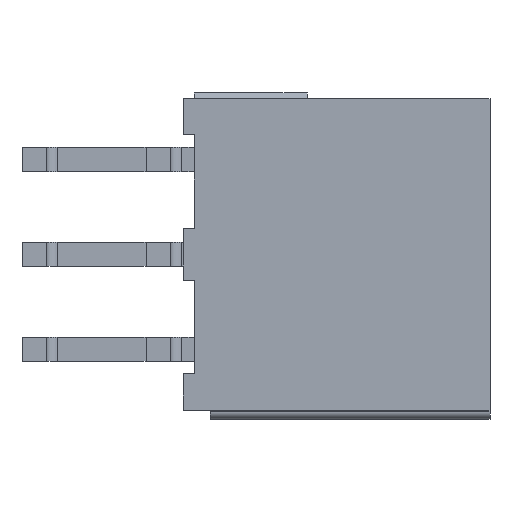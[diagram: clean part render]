
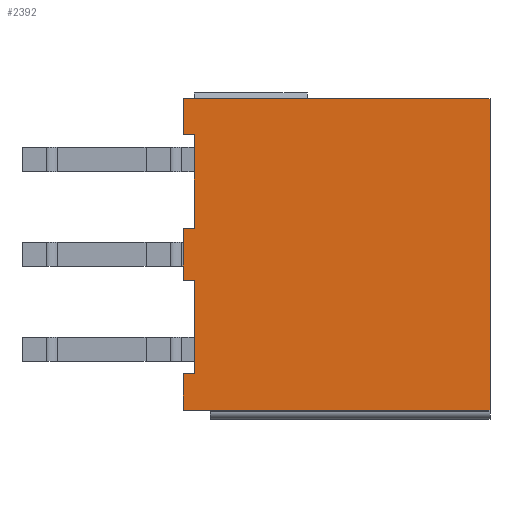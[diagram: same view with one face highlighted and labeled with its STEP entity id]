
A CAD part, front view. The second image highlights one B-rep face of the part: STEP entity #2392.
In plain terms, the highlighted planar face has unit normal (0, -1, 0).
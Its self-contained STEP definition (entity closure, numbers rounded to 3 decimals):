
#13=DIRECTION('',(0.,0.,-1.));
#14=VECTOR('',#13,2.3);
#15=CARTESIAN_POINT('',(-6.8,-4.8,1.15));
#16=LINE('',#15,#14);
#45=DIRECTION('',(0.,0.,-1.));
#46=VECTOR('',#45,1.6);
#47=CARTESIAN_POINT('',(-6.8,-4.8,6.9));
#48=LINE('',#47,#46);
#69=DIRECTION('',(0.,0.,-1.));
#70=VECTOR('',#69,1.6);
#71=CARTESIAN_POINT('',(-6.8,-4.8,-5.3));
#72=LINE('',#71,#70);
#105=DIRECTION('',(1.,0.,0.));
#106=VECTOR('',#105,0.5);
#107=CARTESIAN_POINT('',(-6.8,-4.8,5.3));
#108=LINE('',#107,#106);
#109=DIRECTION('',(1.,0.,0.));
#110=VECTOR('',#109,13.6);
#111=CARTESIAN_POINT('',(-6.8,-4.8,6.9));
#112=LINE('',#111,#110);
#113=DIRECTION('',(1.,0.,0.));
#114=VECTOR('',#113,0.5);
#115=CARTESIAN_POINT('',(-6.8,-4.8,-5.3));
#116=LINE('',#115,#114);
#117=DIRECTION('',(1.,0.,0.));
#118=VECTOR('',#117,0.5);
#119=CARTESIAN_POINT('',(-6.8,-4.8,-1.15));
#120=LINE('',#119,#118);
#121=DIRECTION('',(1.,0.,0.));
#122=VECTOR('',#121,0.5);
#123=CARTESIAN_POINT('',(-6.8,-4.8,1.15));
#124=LINE('',#123,#122);
#157=DIRECTION('',(0.,0.,-1.));
#158=VECTOR('',#157,4.15);
#159=CARTESIAN_POINT('',(-6.3,-4.8,5.3));
#160=LINE('',#159,#158);
#165=DIRECTION('',(0.,0.,-1.));
#166=VECTOR('',#165,4.15);
#167=CARTESIAN_POINT('',(-6.3,-4.8,-1.15));
#168=LINE('',#167,#166);
#546=DIRECTION('',(0.,0.,-1.));
#547=VECTOR('',#546,13.8);
#548=CARTESIAN_POINT('',(6.8,-4.8,6.9));
#549=LINE('',#548,#547);
#1618=DIRECTION('',(1.,0.,0.));
#1619=VECTOR('',#1618,13.6);
#1620=CARTESIAN_POINT('',(-6.8,-4.8,-6.9));
#1621=LINE('',#1620,#1619);
#1688=CARTESIAN_POINT('',(6.8,-4.8,6.9));
#1690=VERTEX_POINT('',#1688);
#1691=CARTESIAN_POINT('',(6.8,-4.8,-6.9));
#1692=VERTEX_POINT('',#1691);
#1693=CARTESIAN_POINT('',(-6.8,-4.8,-6.9));
#1694=VERTEX_POINT('',#1693);
#1701=CARTESIAN_POINT('',(-6.8,-4.8,6.9));
#1702=VERTEX_POINT('',#1701);
#1703=CARTESIAN_POINT('',(-6.8,-4.8,1.15));
#1705=VERTEX_POINT('',#1703);
#1713=CARTESIAN_POINT('',(-6.3,-4.8,1.15));
#1715=VERTEX_POINT('',#1713);
#1717=CARTESIAN_POINT('',(-6.8,-4.8,-1.15));
#1719=VERTEX_POINT('',#1717);
#1727=CARTESIAN_POINT('',(-6.3,-4.8,-1.15));
#1729=VERTEX_POINT('',#1727);
#2191=CARTESIAN_POINT('',(-6.8,-4.8,5.3));
#2193=VERTEX_POINT('',#2191);
#2199=CARTESIAN_POINT('',(-6.8,-4.8,-5.3));
#2201=VERTEX_POINT('',#2199);
#2207=CARTESIAN_POINT('',(-6.3,-4.8,5.3));
#2208=VERTEX_POINT('',#2207);
#2209=CARTESIAN_POINT('',(-6.3,-4.8,-5.3));
#2210=VERTEX_POINT('',#2209);
#2365=CARTESIAN_POINT('',(-6.8,-4.8,6.9));
#2366=DIRECTION('',(0.,-1.,0.));
#2367=DIRECTION('',(0.,0.,-1.));
#2368=AXIS2_PLACEMENT_3D('',#2365,#2366,#2367);
#2369=PLANE('',#2368);
#2371=ORIENTED_EDGE('',*,*,#2370,.F.);
#2372=ORIENTED_EDGE('',*,*,#2282,.F.);
#2374=ORIENTED_EDGE('',*,*,#2373,.T.);
#2376=ORIENTED_EDGE('',*,*,#2375,.T.);
#2378=ORIENTED_EDGE('',*,*,#2377,.F.);
#2379=ORIENTED_EDGE('',*,*,#2310,.F.);
#2381=ORIENTED_EDGE('',*,*,#2380,.T.);
#2383=ORIENTED_EDGE('',*,*,#2382,.F.);
#2384=ORIENTED_EDGE('',*,*,#2341,.F.);
#2385=ORIENTED_EDGE('',*,*,#2250,.F.);
#2387=ORIENTED_EDGE('',*,*,#2386,.T.);
#2389=ORIENTED_EDGE('',*,*,#2388,.F.);
#2390=EDGE_LOOP('',(#2371,#2372,#2374,#2376,#2378,#2379,#2381,#2383,#2384,#2385,
#2387,#2389));
#2391=FACE_OUTER_BOUND('',#2390,.F.);
#2392=ADVANCED_FACE('',(#2391),#2369,.T.);
#2250=EDGE_CURVE('',#1705,#1719,#16,.T.);
#2282=EDGE_CURVE('',#1702,#2193,#48,.T.);
#2310=EDGE_CURVE('',#2201,#1694,#72,.T.);
#2341=EDGE_CURVE('',#1719,#1729,#120,.T.);
#2370=EDGE_CURVE('',#2193,#2208,#108,.T.);
#2373=EDGE_CURVE('',#1702,#1690,#112,.T.);
#2375=EDGE_CURVE('',#1690,#1692,#549,.T.);
#2377=EDGE_CURVE('',#1694,#1692,#1621,.T.);
#2380=EDGE_CURVE('',#2201,#2210,#116,.T.);
#2382=EDGE_CURVE('',#1729,#2210,#168,.T.);
#2386=EDGE_CURVE('',#1705,#1715,#124,.T.);
#2388=EDGE_CURVE('',#2208,#1715,#160,.T.);
